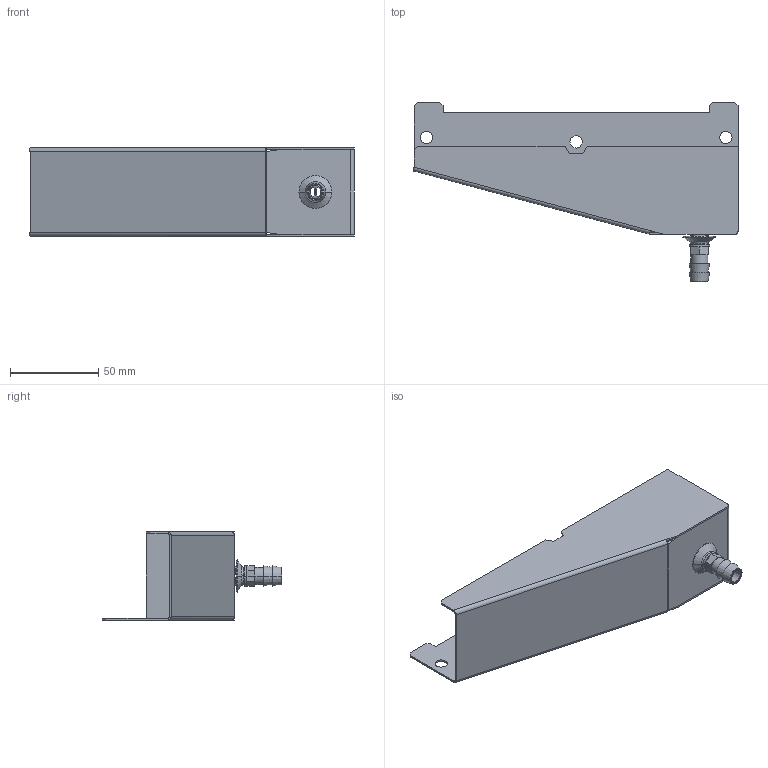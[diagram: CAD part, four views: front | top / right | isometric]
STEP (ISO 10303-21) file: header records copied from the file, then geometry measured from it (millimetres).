
FILE_DESCRIPTION((''),'2;1');
FILE_NAME('TG3075_3155_CONDENSATE_TRAY_ASM','2023-10-24T11:00:47',('alexcam'),(''),'CREO PARAMETRIC BY PTC INC, 2018500','CREO PARAMETRIC BY PTC INC, 2018500','');
FILE_SCHEMA(('AUTOMOTIVE_DESIGN { 1 0 10303 214 1 1 1 1 }'));
Length unit declared in the file: millimetre
Products named in the file (3): TG3075_3155_CONDENSATE_TRAY; BAYONET_DRAINFITTING; TG3075_3155_CONDENSATE_TRAY_ASM
Assembly tree (2 placements, depth 2):
  TG3075_3155_CONDENSATE_TRAY_ASM
    TG3075_3155_CONDENSATE_TRAY
    BAYONET_DRAINFITTING
Bounding box: 184.11 x 101.92 x 50 mm (x, y, z)
Volume: 29922.8 mm3; surface area: 59720.9 mm2
Topology: 2 solids, 2 shells, 235 faces, 617 edges, 383 vertices
Faces by surface type: plane 95, bspline 48, cylinder 42, cone 24, torus 20, extrusion 4, sphere 2
Entity records: 11952 total; most frequent: CARTESIAN_POINT 5209, ORIENTED_EDGE 1230, DIRECTION 935, EDGE_CURVE 615, PRESENTATION_STYLE_ASSIGNMENT 417, STYLED_ITEM 417, CURVE_STYLE 416, VERTEX_POINT 383
